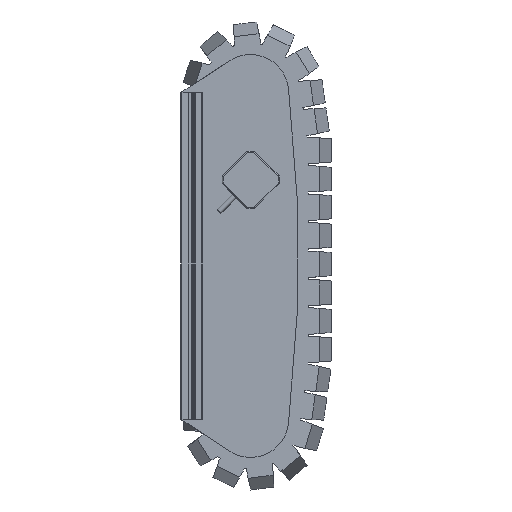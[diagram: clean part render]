
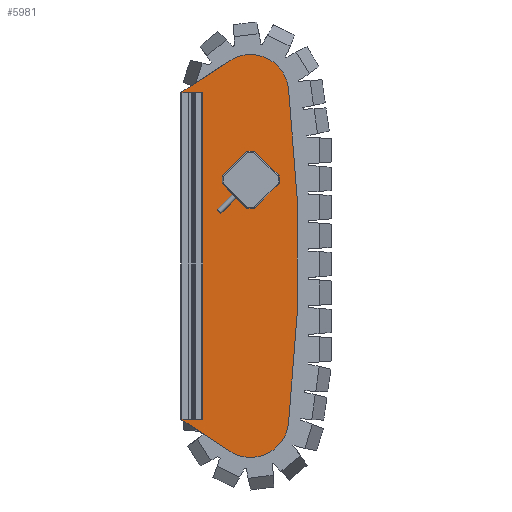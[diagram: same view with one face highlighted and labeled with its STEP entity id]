
A CAD part, left-side view. The second image highlights one B-rep face of the part: STEP entity #5981.
In plain terms, the highlighted planar face has unit normal (-1, 0, 0).
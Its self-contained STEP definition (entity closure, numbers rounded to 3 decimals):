
#108 = ORIENTED_EDGE ( 'NONE', *, *, #19944, .T. ) ;
#275 = DIRECTION ( 'NONE',  ( 0., 1., 0. ) ) ;
#510 = EDGE_CURVE ( 'NONE', #24557, #19502, #10084, .T. ) ;
#657 = EDGE_CURVE ( 'NONE', #14243, #4197, #7097, .T. ) ;
#725 = ORIENTED_EDGE ( 'NONE', *, *, #7050, .T. ) ;
#903 = CARTESIAN_POINT ( 'NONE',  ( 84., -43., -100. ) ) ;
#1231 = FACE_OUTER_BOUND ( 'NONE', #17318, .T. ) ;
#1285 = EDGE_CURVE ( 'NONE', #19523, #2182, #7620, .T. ) ;
#1306 = CARTESIAN_POINT ( 'NONE',  ( 84., -34.892, 2.753 ) ) ;
#1455 = VECTOR ( 'NONE', #3029, 1000. ) ;
#1498 = CARTESIAN_POINT ( 'NONE',  ( 84., 3.536, -106.163 ) ) ;
#1807 = ORIENTED_EDGE ( 'NONE', *, *, #15065, .F. ) ;
#1861 = DIRECTION ( 'NONE',  ( 0., -0.837, -0.547 ) ) ;
#2153 = CARTESIAN_POINT ( 'NONE',  ( 84., 0., 35. ) ) ;
#2182 = VERTEX_POINT ( 'NONE', #2753 ) ;
#2576 = DIRECTION ( 'NONE',  ( 0., 0., -1. ) ) ;
#2698 = DIRECTION ( 'NONE',  ( 1., 0., 0. ) ) ;
#2747 = DIRECTION ( 'NONE',  ( 0., -0.079, 0.997 ) ) ;
#2753 = CARTESIAN_POINT ( 'NONE',  ( 84., -26.163, -76.464 ) ) ;
#2904 = CARTESIAN_POINT ( 'NONE',  ( 84., 26.163, -76.464 ) ) ;
#3029 = DIRECTION ( 'NONE',  ( 0., 0., 1. ) ) ;
#3170 = VECTOR ( 'NONE', #17794, 1000. ) ;
#3328 = EDGE_CURVE ( 'NONE', #5228, #16837, #18384, .T. ) ;
#3333 = CARTESIAN_POINT ( 'NONE',  ( 84., 64., 9.528 ) ) ;
#3569 = ORIENTED_EDGE ( 'NONE', *, *, #23020, .T. ) ;
#3738 = DIRECTION ( 'NONE',  ( 0., -0.707, -0.707 ) ) ;
#4197 = VERTEX_POINT ( 'NONE', #4542 ) ;
#4372 = LINE ( 'NONE', #19510, #13734 ) ;
#4486 = LINE ( 'NONE', #17998, #11370 ) ;
#4542 = CARTESIAN_POINT ( 'NONE',  ( 84., 64., 0. ) ) ;
#4574 = DIRECTION ( 'NONE',  ( 0., 0., -1. ) ) ;
#4581 = VECTOR ( 'NONE', #12520, 1000. ) ;
#4686 = LINE ( 'NONE', #11614, #7783 ) ;
#4844 = AXIS2_PLACEMENT_3D ( 'NONE', #22469, #12604, #8839 ) ;
#4891 = CARTESIAN_POINT ( 'NONE',  ( 84., -26.163, -83.536 ) ) ;
#5228 = VERTEX_POINT ( 'NONE', #2904 ) ;
#5396 = CARTESIAN_POINT ( 'NONE',  ( 84., -43., 9.528 ) ) ;
#5599 = LINE ( 'NONE', #17113, #10880 ) ;
#5981 = ADVANCED_FACE ( 'NONE', ( #1231, #23987 ), #10978, .T. ) ;
#6291 = ORIENTED_EDGE ( 'NONE', *, *, #15064, .F. ) ;
#6667 = ORIENTED_EDGE ( 'NONE', *, *, #12704, .T. ) ;
#7050 = EDGE_CURVE ( 'NONE', #15511, #19502, #5599, .T. ) ;
#7097 = LINE ( 'NONE', #20108, #12886 ) ;
#7156 = ORIENTED_EDGE ( 'NONE', *, *, #24257, .T. ) ;
#7207 = CARTESIAN_POINT ( 'NONE',  ( 84., -3.536, -106.163 ) ) ;
#7620 = LINE ( 'NONE', #22493, #21297 ) ;
#7783 = VECTOR ( 'NONE', #15946, 1000. ) ;
#7886 = CARTESIAN_POINT ( 'NONE',  ( 84., 29.698, -80. ) ) ;
#7888 = ORIENTED_EDGE ( 'NONE', *, *, #8025, .F. ) ;
#8025 = EDGE_CURVE ( 'NONE', #19523, #16581, #4372, .T. ) ;
#8112 = DIRECTION ( 'NONE',  ( 0., 0., -1. ) ) ;
#8356 = CARTESIAN_POINT ( 'NONE',  ( 84., -43., -200. ) ) ;
#8839 = DIRECTION ( 'NONE',  ( 0., 0., -1. ) ) ;
#8980 = DIRECTION ( 'NONE',  ( 0., 0.837, -0.547 ) ) ;
#9009 = DIRECTION ( 'NONE',  ( 0., 0., -1. ) ) ;
#9280 = ORIENTED_EDGE ( 'NONE', *, *, #12102, .T. ) ;
#9422 = EDGE_CURVE ( 'NONE', #23232, #21836, #24497, .T. ) ;
#9759 = DIRECTION ( 'NONE',  ( 0., 0.707, 0.707 ) ) ;
#10084 = CIRCLE ( 'NONE', #18072, 35. ) ;
#10121 = VECTOR ( 'NONE', #9759, 1000. ) ;
#10360 = DIRECTION ( 'NONE',  ( 1., 0., 0. ) ) ;
#10603 = CIRCLE ( 'NONE', #19797, 35. ) ;
#10738 = EDGE_LOOP ( 'NONE', ( #16737, #12268, #7156, #11808, #3569, #10889, #13794, #7888 ) ) ;
#10880 = VECTOR ( 'NONE', #1861, 1000. ) ;
#10889 = ORIENTED_EDGE ( 'NONE', *, *, #3328, .F. ) ;
#10965 = DIRECTION ( 'NONE',  ( 0., 0., -1. ) ) ;
#10978 = PLANE ( 'NONE',  #4844 ) ;
#11342 = VERTEX_POINT ( 'NONE', #1306 ) ;
#11370 = VECTOR ( 'NONE', #12116, 1000. ) ;
#11614 = CARTESIAN_POINT ( 'NONE',  ( 84., 29.698, -80. ) ) ;
#11808 = ORIENTED_EDGE ( 'NONE', *, *, #9422, .F. ) ;
#11900 = CARTESIAN_POINT ( 'NONE',  ( 84., 19.141, 29.302 ) ) ;
#11952 = CARTESIAN_POINT ( 'NONE',  ( 84., 0., 0. ) ) ;
#12102 = EDGE_CURVE ( 'NONE', #4197, #15511, #24222, .T. ) ;
#12116 = DIRECTION ( 'NONE',  ( 0., 0.707, -0.707 ) ) ;
#12268 = ORIENTED_EDGE ( 'NONE', *, *, #15697, .F. ) ;
#12520 = DIRECTION ( 'NONE',  ( 0., -1., 0. ) ) ;
#12589 = VECTOR ( 'NONE', #2747, 1000. ) ;
#12602 = ORIENTED_EDGE ( 'NONE', *, *, #510, .F. ) ;
#12604 = DIRECTION ( 'NONE',  ( -1., 0., 0. ) ) ;
#12704 = EDGE_CURVE ( 'NONE', #19806, #11342, #18031, .T. ) ;
#12759 = CARTESIAN_POINT ( 'NONE',  ( 84., 26.163, -76.464 ) ) ;
#12886 = VECTOR ( 'NONE', #8980, 1000. ) ;
#12953 = VECTOR ( 'NONE', #16661, 1000. ) ;
#13734 = VECTOR ( 'NONE', #275, 1000. ) ;
#13794 = ORIENTED_EDGE ( 'NONE', *, *, #20433, .T. ) ;
#14078 = DIRECTION ( 'NONE',  ( 1., 0., 0. ) ) ;
#14243 = VERTEX_POINT ( 'NONE', #11900 ) ;
#14290 = CARTESIAN_POINT ( 'NONE',  ( 84., -34.207, 11.426 ) ) ;
#14732 = ORIENTED_EDGE ( 'NONE', *, *, #21413, .T. ) ;
#15064 = EDGE_CURVE ( 'NONE', #14243, #16963, #10603, .T. ) ;
#15065 = EDGE_CURVE ( 'NONE', #16963, #11342, #18997, .T. ) ;
#15511 = VERTEX_POINT ( 'NONE', #17181 ) ;
#15697 = EDGE_CURVE ( 'NONE', #21293, #2182, #16292, .T. ) ;
#15946 = DIRECTION ( 'NONE',  ( 0., -0.707, 0.707 ) ) ;
#16292 = LINE ( 'NONE', #4891, #1455 ) ;
#16581 = VERTEX_POINT ( 'NONE', #17553 ) ;
#16661 = DIRECTION ( 'NONE',  ( 0., 0., 1. ) ) ;
#16737 = ORIENTED_EDGE ( 'NONE', *, *, #1285, .T. ) ;
#16837 = VERTEX_POINT ( 'NONE', #18905 ) ;
#16963 = VERTEX_POINT ( 'NONE', #2153 ) ;
#17113 = CARTESIAN_POINT ( 'NONE',  ( 84., 153.738, -241.382 ) ) ;
#17181 = CARTESIAN_POINT ( 'NONE',  ( 84., 64., -300. ) ) ;
#17318 = EDGE_LOOP ( 'NONE', ( #12602, #14732, #108, #6667, #1807, #6291, #18971, #9280, #725 ) ) ;
#17553 = CARTESIAN_POINT ( 'NONE',  ( 84., 3.536, -53.837 ) ) ;
#17794 = DIRECTION ( 'NONE',  ( 0., 0.079, 0.997 ) ) ;
#17998 = CARTESIAN_POINT ( 'NONE',  ( 84., 0., -109.698 ) ) ;
#18005 = CARTESIAN_POINT ( 'NONE',  ( 84., -59.229, 5.656 ) ) ;
#18031 = LINE ( 'NONE', #14290, #3170 ) ;
#18072 = AXIS2_PLACEMENT_3D ( 'NONE', #19612, #10360, #8112 ) ;
#18384 = LINE ( 'NONE', #12759, #23422 ) ;
#18516 = VERTEX_POINT ( 'NONE', #8356 ) ;
#18560 = CARTESIAN_POINT ( 'NONE',  ( 84., 19.141, -329.302 ) ) ;
#18618 = CARTESIAN_POINT ( 'NONE',  ( 84., 3.536, -106.163 ) ) ;
#18905 = CARTESIAN_POINT ( 'NONE',  ( 84., 26.163, -83.536 ) ) ;
#18971 = ORIENTED_EDGE ( 'NONE', *, *, #657, .T. ) ;
#18997 = CIRCLE ( 'NONE', #24603, 35. ) ;
#19257 = LINE ( 'NONE', #7886, #10121 ) ;
#19502 = VERTEX_POINT ( 'NONE', #18560 ) ;
#19510 = CARTESIAN_POINT ( 'NONE',  ( 84., -3.536, -53.837 ) ) ;
#19523 = VERTEX_POINT ( 'NONE', #24442 ) ;
#19612 = CARTESIAN_POINT ( 'NONE',  ( 84., 0., -300. ) ) ;
#19627 = CARTESIAN_POINT ( 'NONE',  ( 84., -26.163, -83.536 ) ) ;
#19797 = AXIS2_PLACEMENT_3D ( 'NONE', #23583, #2698, #2576 ) ;
#19806 = VERTEX_POINT ( 'NONE', #903 ) ;
#19944 = EDGE_CURVE ( 'NONE', #18516, #19806, #24414, .T. ) ;
#20108 = CARTESIAN_POINT ( 'NONE',  ( 84., 7.658, 36.803 ) ) ;
#20433 = EDGE_CURVE ( 'NONE', #5228, #16581, #4686, .T. ) ;
#21293 = VERTEX_POINT ( 'NONE', #19627 ) ;
#21297 = VECTOR ( 'NONE', #3738, 1000. ) ;
#21413 = EDGE_CURVE ( 'NONE', #24557, #18516, #24130, .T. ) ;
#21836 = VERTEX_POINT ( 'NONE', #7207 ) ;
#22469 = CARTESIAN_POINT ( 'NONE',  ( 84., 0., -300. ) ) ;
#22493 = CARTESIAN_POINT ( 'NONE',  ( 84., 0., -50.302 ) ) ;
#22858 = CARTESIAN_POINT ( 'NONE',  ( 84., -34.892, -302.753 ) ) ;
#23020 = EDGE_CURVE ( 'NONE', #23232, #16837, #19257, .T. ) ;
#23232 = VERTEX_POINT ( 'NONE', #18618 ) ;
#23422 = VECTOR ( 'NONE', #9009, 1000. ) ;
#23583 = CARTESIAN_POINT ( 'NONE',  ( 84., 0., 0. ) ) ;
#23987 = FACE_BOUND ( 'NONE', #10738, .T. ) ;
#24130 = LINE ( 'NONE', #18005, #12589 ) ;
#24222 = LINE ( 'NONE', #3333, #24730 ) ;
#24257 = EDGE_CURVE ( 'NONE', #21293, #21836, #4486, .T. ) ;
#24414 = LINE ( 'NONE', #5396, #12953 ) ;
#24442 = CARTESIAN_POINT ( 'NONE',  ( 84., -3.536, -53.837 ) ) ;
#24497 = LINE ( 'NONE', #1498, #4581 ) ;
#24557 = VERTEX_POINT ( 'NONE', #22858 ) ;
#24603 = AXIS2_PLACEMENT_3D ( 'NONE', #11952, #14078, #4574 ) ;
#24730 = VECTOR ( 'NONE', #10965, 1000. ) ;
